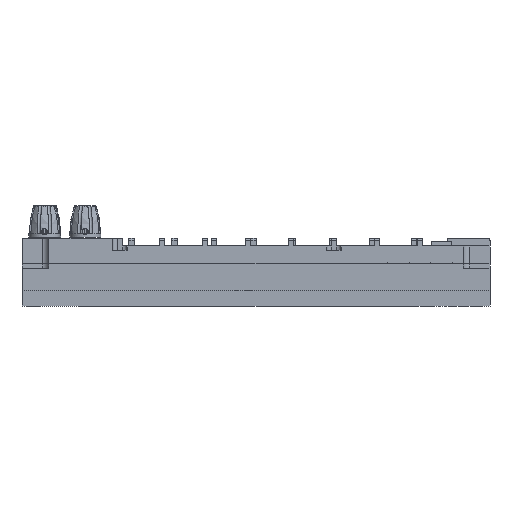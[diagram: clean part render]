
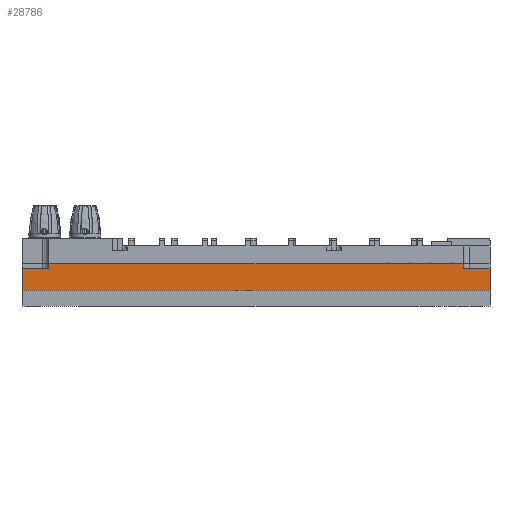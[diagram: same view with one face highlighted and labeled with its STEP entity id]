
A CAD part, left-side view. The second image highlights one B-rep face of the part: STEP entity #28786.
In plain terms, the highlighted planar face has unit normal (-1, 0, 0).
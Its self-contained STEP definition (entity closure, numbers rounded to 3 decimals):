
#1062=PLANE('',#30401);
#2816=FACE_OUTER_BOUND('',#4340,.T.);
#4340=EDGE_LOOP('',(#24184,#24185,#24186,#24187,#24188,#24189,#24190,#24191));
#5368=LINE('',#40777,#8955);
#7212=LINE('',#44513,#10799);
#7227=LINE('',#44553,#10814);
#7264=LINE('',#44809,#10851);
#7275=LINE('',#44849,#10862);
#7276=LINE('',#44852,#10863);
#7277=LINE('',#44853,#10864);
#7278=LINE('',#44854,#10865);
#8955=VECTOR('',#32010,10.);
#10799=VECTOR('',#35170,10.);
#10814=VECTOR('',#35201,10.);
#10851=VECTOR('',#35334,10.);
#10862=VECTOR('',#35383,10.);
#10863=VECTOR('',#35386,10.);
#10864=VECTOR('',#35387,10.);
#10865=VECTOR('',#35388,10.);
#12770=VERTEX_POINT('',#40770);
#12773=VERTEX_POINT('',#40775);
#14006=VERTEX_POINT('',#44510);
#14007=VERTEX_POINT('',#44512);
#14023=VERTEX_POINT('',#44550);
#14024=VERTEX_POINT('',#44552);
#14061=VERTEX_POINT('',#44847);
#14062=VERTEX_POINT('',#44851);
#15653=EDGE_CURVE('',#12773,#12770,#5368,.T.);
#17567=EDGE_CURVE('',#14007,#14006,#7212,.T.);
#17586=EDGE_CURVE('',#14024,#14023,#7227,.T.);
#17646=EDGE_CURVE('',#12770,#14023,#7264,.T.);
#17666=EDGE_CURVE('',#14061,#14024,#7275,.T.);
#17667=EDGE_CURVE('',#14061,#14062,#7276,.T.);
#17668=EDGE_CURVE('',#12773,#14007,#7277,.T.);
#17669=EDGE_CURVE('',#14006,#14062,#7278,.T.);
#24184=ORIENTED_EDGE('',*,*,#17667,.F.);
#24185=ORIENTED_EDGE('',*,*,#17666,.T.);
#24186=ORIENTED_EDGE('',*,*,#17586,.T.);
#24187=ORIENTED_EDGE('',*,*,#17646,.F.);
#24188=ORIENTED_EDGE('',*,*,#15653,.F.);
#24189=ORIENTED_EDGE('',*,*,#17668,.T.);
#24190=ORIENTED_EDGE('',*,*,#17567,.T.);
#24191=ORIENTED_EDGE('',*,*,#17669,.T.);
#28786=ADVANCED_FACE('',(#2816),#1062,.T.);
#30401=AXIS2_PLACEMENT_3D('',#44850,#35384,#35385);
#32010=DIRECTION('',(0.,1.,0.));
#35170=DIRECTION('',(0.,1.,0.));
#35201=DIRECTION('',(0.,1.,0.));
#35334=DIRECTION('',(0.,0.,1.));
#35383=DIRECTION('',(0.,0.,-1.));
#35384=DIRECTION('center_axis',(-1.,0.,0.));
#35385=DIRECTION('ref_axis',(0.,-1.,0.));
#35386=DIRECTION('',(0.,-1.,0.));
#35387=DIRECTION('',(0.,0.,1.));
#35388=DIRECTION('',(0.,0.,1.));
#40770=CARTESIAN_POINT('',(-103.75,105.25,0.));
#40775=CARTESIAN_POINT('',(-103.75,-105.25,0.));
#40777=CARTESIAN_POINT('',(-103.75,-105.25,0.));
#44510=CARTESIAN_POINT('',(-103.75,-93.25,10.));
#44512=CARTESIAN_POINT('',(-103.75,-105.25,10.));
#44513=CARTESIAN_POINT('',(-103.75,3.,10.));
#44550=CARTESIAN_POINT('',(-103.75,105.25,10.));
#44552=CARTESIAN_POINT('',(-103.75,93.25,10.));
#44553=CARTESIAN_POINT('',(-103.75,102.25,10.));
#44809=CARTESIAN_POINT('',(-103.75,105.25,0.));
#44847=CARTESIAN_POINT('',(-103.75,93.25,12.));
#44849=CARTESIAN_POINT('',(-103.75,93.25,10.));
#44850=CARTESIAN_POINT('Origin',(-103.75,105.25,0.));
#44851=CARTESIAN_POINT('',(-103.75,-93.25,12.));
#44852=CARTESIAN_POINT('',(-103.75,52.625,12.));
#44853=CARTESIAN_POINT('',(-103.75,-105.25,0.));
#44854=CARTESIAN_POINT('',(-103.75,-93.25,10.));
